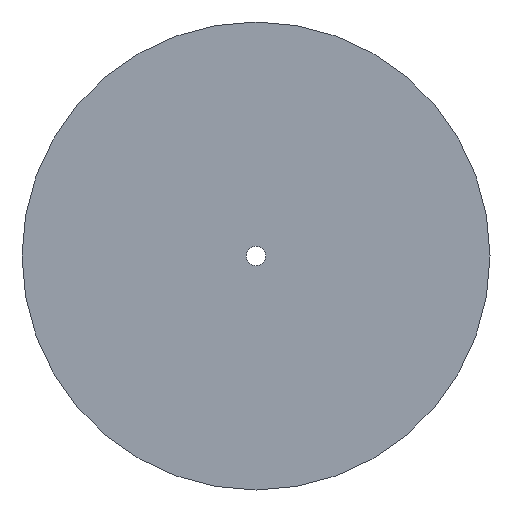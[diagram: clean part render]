
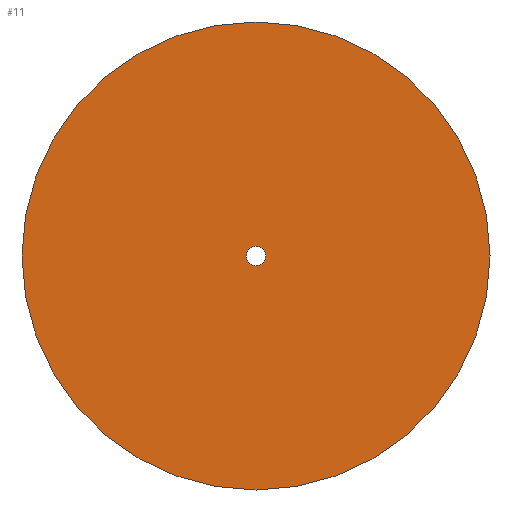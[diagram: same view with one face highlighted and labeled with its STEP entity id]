
A CAD part, front view. The second image highlights one B-rep face of the part: STEP entity #11.
In plain terms, the highlighted planar face has unit normal (0, -1, 0).
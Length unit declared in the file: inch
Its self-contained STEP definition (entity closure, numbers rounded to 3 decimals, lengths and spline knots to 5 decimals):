
#2 = AXIS2_PLACEMENT_3D ( 'NONE', #121, #92, #194 ) ;
#9 = DIRECTION ( 'NONE',  ( 0., 0., 1. ) ) ;
#11 = ADVANCED_FACE ( 'NONE', ( #297, #22 ), #44, .F. ) ;
#15 = ORIENTED_EDGE ( 'NONE', *, *, #62, .F. ) ;
#20 = CIRCLE ( 'NONE', #2, 0.5 ) ;
#22 = FACE_OUTER_BOUND ( 'NONE', #32, .T. ) ;
#23 = EDGE_CURVE ( 'NONE', #82, #53, #176, .T. ) ;
#32 = EDGE_LOOP ( 'NONE', ( #104, #77 ) ) ;
#42 = DIRECTION ( 'NONE',  ( 0., -1., 0. ) ) ;
#43 = CARTESIAN_POINT ( 'NONE',  ( 0., 0., -12. ) ) ;
#44 = PLANE ( 'NONE',  #292 ) ;
#53 = VERTEX_POINT ( 'NONE', #299 ) ;
#59 = AXIS2_PLACEMENT_3D ( 'NONE', #270, #42, #220 ) ;
#62 = EDGE_CURVE ( 'NONE', #53, #82, #20, .T. ) ;
#77 = ORIENTED_EDGE ( 'NONE', *, *, #140, .F. ) ;
#82 = VERTEX_POINT ( 'NONE', #85 ) ;
#85 = CARTESIAN_POINT ( 'NONE',  ( 0., 0., -0.5 ) ) ;
#92 = DIRECTION ( 'NONE',  ( 0., -1., 0. ) ) ;
#104 = ORIENTED_EDGE ( 'NONE', *, *, #232, .F. ) ;
#107 = AXIS2_PLACEMENT_3D ( 'NONE', #138, #265, #9 ) ;
#114 = VERTEX_POINT ( 'NONE', #43 ) ;
#121 = CARTESIAN_POINT ( 'NONE',  ( 0., 0., 0. ) ) ;
#124 = AXIS2_PLACEMENT_3D ( 'NONE', #234, #326, #293 ) ;
#135 = ORIENTED_EDGE ( 'NONE', *, *, #23, .F. ) ;
#138 = CARTESIAN_POINT ( 'NONE',  ( 0., 0., 0. ) ) ;
#140 = EDGE_CURVE ( 'NONE', #320, #114, #199, .T. ) ;
#166 = EDGE_LOOP ( 'NONE', ( #135, #15 ) ) ;
#169 = DIRECTION ( 'NONE',  ( 0., 0., 1. ) ) ;
#176 = CIRCLE ( 'NONE', #59, 0.5 ) ;
#179 = CARTESIAN_POINT ( 'NONE',  ( 0., 0., 12. ) ) ;
#194 = DIRECTION ( 'NONE',  ( 0., 0., -1. ) ) ;
#199 = CIRCLE ( 'NONE', #124, 12. ) ;
#220 = DIRECTION ( 'NONE',  ( 0., 0., -1. ) ) ;
#232 = EDGE_CURVE ( 'NONE', #114, #320, #319, .T. ) ;
#234 = CARTESIAN_POINT ( 'NONE',  ( 0., 0., 0. ) ) ;
#265 = DIRECTION ( 'NONE',  ( 0., 1., 0. ) ) ;
#270 = CARTESIAN_POINT ( 'NONE',  ( 0., 0., 0. ) ) ;
#272 = DIRECTION ( 'NONE',  ( 0., 1., 0. ) ) ;
#292 = AXIS2_PLACEMENT_3D ( 'NONE', #324, #272, #169 ) ;
#293 = DIRECTION ( 'NONE',  ( 0., 0., 1. ) ) ;
#297 = FACE_BOUND ( 'NONE', #166, .T. ) ;
#299 = CARTESIAN_POINT ( 'NONE',  ( 0., 0., 0.5 ) ) ;
#319 = CIRCLE ( 'NONE', #107, 12. ) ;
#320 = VERTEX_POINT ( 'NONE', #179 ) ;
#324 = CARTESIAN_POINT ( 'NONE',  ( 0., 0., 0. ) ) ;
#326 = DIRECTION ( 'NONE',  ( 0., 1., 0. ) ) ;
